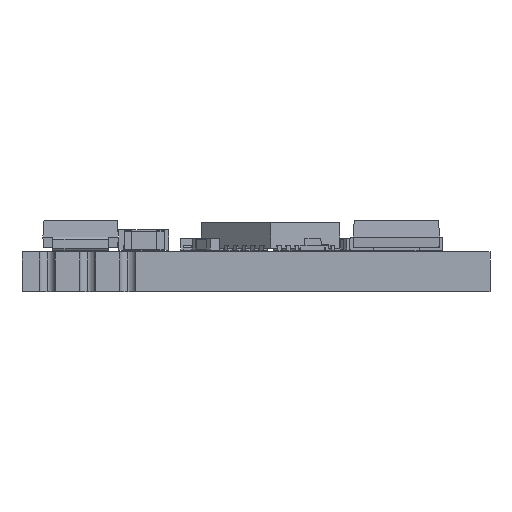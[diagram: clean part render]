
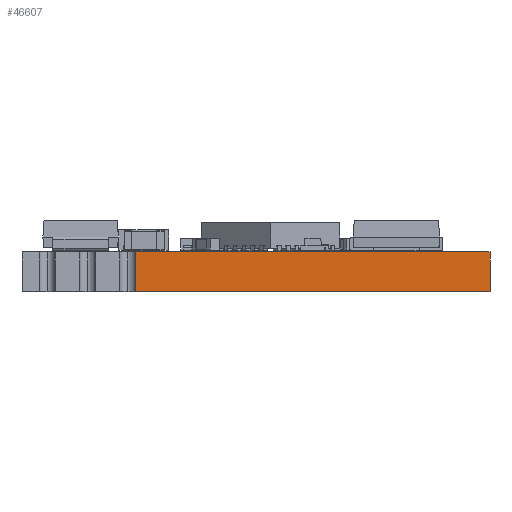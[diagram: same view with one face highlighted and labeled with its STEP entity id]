
A CAD part, left-side view. The second image highlights one B-rep face of the part: STEP entity #46607.
In plain terms, the highlighted planar face has unit normal (-1, 0, 0).
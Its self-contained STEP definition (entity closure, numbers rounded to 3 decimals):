
#43684 = PLANE('',#43685);
#43685 = AXIS2_PLACEMENT_3D('',#43686,#43687,#43688);
#43686 = CARTESIAN_POINT('',(0.,0.,0.));
#43687 = DIRECTION('',(-0.,-0.,-1.));
#43688 = DIRECTION('',(-1.,0.,0.));
#43740 = PLANE('',#43741);
#43741 = AXIS2_PLACEMENT_3D('',#43742,#43743,#43744);
#43742 = CARTESIAN_POINT('',(0.,0.,1.58));
#43743 = DIRECTION('',(-0.,-0.,-1.));
#43744 = DIRECTION('',(-1.,0.,0.));
#44076 = VERTEX_POINT('',#44077);
#44077 = CARTESIAN_POINT('',(-5.002,-9.3,0.));
#44091 = PLANE('',#44092);
#44092 = AXIS2_PLACEMENT_3D('',#44093,#44094,#44095);
#44093 = CARTESIAN_POINT('',(4.998,-9.3,0.));
#44094 = DIRECTION('',(0.,-1.,0.));
#44095 = DIRECTION('',(-1.,0.,0.));
#44103 = EDGE_CURVE('',#44076,#44104,#44106,.T.);
#44104 = VERTEX_POINT('',#44105);
#44105 = CARTESIAN_POINT('',(-4.999,4.778,0.));
#44106 = SURFACE_CURVE('',#44107,(#44111,#44118),.PCURVE_S1.);
#44107 = LINE('',#44108,#44109);
#44108 = CARTESIAN_POINT('',(-5.002,-9.3,0.));
#44109 = VECTOR('',#44110,1.);
#44110 = DIRECTION('',(0.,1.,0.));
#44111 = PCURVE('',#43684,#44112);
#44112 = DEFINITIONAL_REPRESENTATION('',(#44113),#44117);
#44113 = LINE('',#44114,#44115);
#44114 = CARTESIAN_POINT('',(5.002,-9.3));
#44115 = VECTOR('',#44116,1.);
#44116 = DIRECTION('',(0.,1.));
#44117 = ( GEOMETRIC_REPRESENTATION_CONTEXT(2) 
PARAMETRIC_REPRESENTATION_CONTEXT() REPRESENTATION_CONTEXT('2D SPACE',''
  ) );
#44118 = PCURVE('',#44119,#44124);
#44119 = PLANE('',#44120);
#44120 = AXIS2_PLACEMENT_3D('',#44121,#44122,#44123);
#44121 = CARTESIAN_POINT('',(-5.002,-9.3,0.));
#44122 = DIRECTION('',(-1.,0.,0.));
#44123 = DIRECTION('',(0.,1.,0.));
#44124 = DEFINITIONAL_REPRESENTATION('',(#44125),#44129);
#44125 = LINE('',#44126,#44127);
#44126 = CARTESIAN_POINT('',(0.,0.));
#44127 = VECTOR('',#44128,1.);
#44128 = DIRECTION('',(1.,0.));
#44129 = ( GEOMETRIC_REPRESENTATION_CONTEXT(2) 
PARAMETRIC_REPRESENTATION_CONTEXT() REPRESENTATION_CONTEXT('2D SPACE',''
  ) );
#44152 = CYLINDRICAL_SURFACE('',#44153,0.318);
#44153 = AXIS2_PLACEMENT_3D('',#44154,#44155,#44156);
#44154 = CARTESIAN_POINT('',(-5.004,5.096,-0.01));
#44155 = DIRECTION('',(0.,0.,1.));
#44156 = DIRECTION('',(1.,0.,-0.));
#45212 = VERTEX_POINT('',#45213);
#45213 = CARTESIAN_POINT('',(-5.002,-9.3,1.58));
#45234 = EDGE_CURVE('',#45212,#45235,#45237,.T.);
#45235 = VERTEX_POINT('',#45236);
#45236 = CARTESIAN_POINT('',(-4.999,4.778,1.58));
#45237 = SURFACE_CURVE('',#45238,(#45242,#45249),.PCURVE_S1.);
#45238 = LINE('',#45239,#45240);
#45239 = CARTESIAN_POINT('',(-5.002,-9.3,1.58));
#45240 = VECTOR('',#45241,1.);
#45241 = DIRECTION('',(0.,1.,0.));
#45242 = PCURVE('',#43740,#45243);
#45243 = DEFINITIONAL_REPRESENTATION('',(#45244),#45248);
#45244 = LINE('',#45245,#45246);
#45245 = CARTESIAN_POINT('',(5.002,-9.3));
#45246 = VECTOR('',#45247,1.);
#45247 = DIRECTION('',(0.,1.));
#45248 = ( GEOMETRIC_REPRESENTATION_CONTEXT(2) 
PARAMETRIC_REPRESENTATION_CONTEXT() REPRESENTATION_CONTEXT('2D SPACE',''
  ) );
#45249 = PCURVE('',#44119,#45250);
#45250 = DEFINITIONAL_REPRESENTATION('',(#45251),#45255);
#45251 = LINE('',#45252,#45253);
#45252 = CARTESIAN_POINT('',(0.,-1.58));
#45253 = VECTOR('',#45254,1.);
#45254 = DIRECTION('',(1.,0.));
#45255 = ( GEOMETRIC_REPRESENTATION_CONTEXT(2) 
PARAMETRIC_REPRESENTATION_CONTEXT() REPRESENTATION_CONTEXT('2D SPACE',''
  ) );
#46588 = EDGE_CURVE('',#44104,#45235,#46589,.T.);
#46589 = SURFACE_CURVE('',#46590,(#46594,#46600),.PCURVE_S1.);
#46590 = LINE('',#46591,#46592);
#46591 = CARTESIAN_POINT('',(-4.999,4.778,-0.01));
#46592 = VECTOR('',#46593,1.);
#46593 = DIRECTION('',(0.,0.,1.));
#46594 = PCURVE('',#44152,#46595);
#46595 = DEFINITIONAL_REPRESENTATION('',(#46596),#46599);
#46596 = B_SPLINE_CURVE_WITH_KNOTS('',1,(#46597,#46598),.UNSPECIFIED.,
  .F.,.F.,(2,2),(-0.002,1.602),.PIECEWISE_BEZIER_KNOTS.);
#46597 = CARTESIAN_POINT('',(4.728,-0.002));
#46598 = CARTESIAN_POINT('',(4.728,1.602));
#46599 = ( GEOMETRIC_REPRESENTATION_CONTEXT(2) 
PARAMETRIC_REPRESENTATION_CONTEXT() REPRESENTATION_CONTEXT('2D SPACE',''
  ) );
#46600 = PCURVE('',#44119,#46601);
#46601 = DEFINITIONAL_REPRESENTATION('',(#46602),#46605);
#46602 = B_SPLINE_CURVE_WITH_KNOTS('',1,(#46603,#46604),.UNSPECIFIED.,
  .F.,.F.,(2,2),(-0.002,1.602),.PIECEWISE_BEZIER_KNOTS.);
#46603 = CARTESIAN_POINT('',(14.078,0.012));
#46604 = CARTESIAN_POINT('',(14.078,-1.592));
#46605 = ( GEOMETRIC_REPRESENTATION_CONTEXT(2) 
PARAMETRIC_REPRESENTATION_CONTEXT() REPRESENTATION_CONTEXT('2D SPACE',''
  ) );
#46607 = ADVANCED_FACE('',(#46608),#44119,.T.);
#46608 = FACE_BOUND('',#46609,.T.);
#46609 = EDGE_LOOP('',(#46610,#46611,#46632,#46633));
#46610 = ORIENTED_EDGE('',*,*,#44103,.F.);
#46611 = ORIENTED_EDGE('',*,*,#46612,.T.);
#46612 = EDGE_CURVE('',#44076,#45212,#46613,.T.);
#46613 = SURFACE_CURVE('',#46614,(#46618,#46625),.PCURVE_S1.);
#46614 = LINE('',#46615,#46616);
#46615 = CARTESIAN_POINT('',(-5.002,-9.3,0.));
#46616 = VECTOR('',#46617,1.);
#46617 = DIRECTION('',(0.,0.,1.));
#46618 = PCURVE('',#44119,#46619);
#46619 = DEFINITIONAL_REPRESENTATION('',(#46620),#46624);
#46620 = LINE('',#46621,#46622);
#46621 = CARTESIAN_POINT('',(0.,0.));
#46622 = VECTOR('',#46623,1.);
#46623 = DIRECTION('',(0.,-1.));
#46624 = ( GEOMETRIC_REPRESENTATION_CONTEXT(2) 
PARAMETRIC_REPRESENTATION_CONTEXT() REPRESENTATION_CONTEXT('2D SPACE',''
  ) );
#46625 = PCURVE('',#44091,#46626);
#46626 = DEFINITIONAL_REPRESENTATION('',(#46627),#46631);
#46627 = LINE('',#46628,#46629);
#46628 = CARTESIAN_POINT('',(10.,0.));
#46629 = VECTOR('',#46630,1.);
#46630 = DIRECTION('',(0.,-1.));
#46631 = ( GEOMETRIC_REPRESENTATION_CONTEXT(2) 
PARAMETRIC_REPRESENTATION_CONTEXT() REPRESENTATION_CONTEXT('2D SPACE',''
  ) );
#46632 = ORIENTED_EDGE('',*,*,#45234,.T.);
#46633 = ORIENTED_EDGE('',*,*,#46588,.F.);
